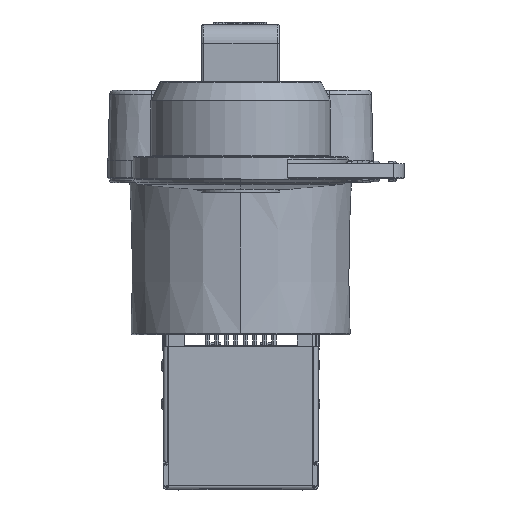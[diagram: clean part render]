
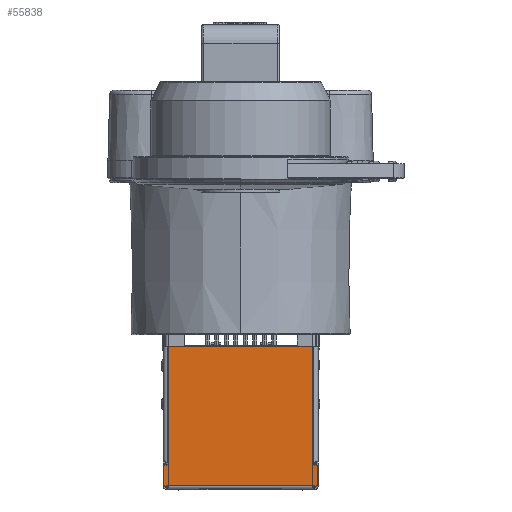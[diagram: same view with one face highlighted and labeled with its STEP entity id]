
A CAD part, front view. The second image highlights one B-rep face of the part: STEP entity #55838.
In plain terms, the highlighted planar face has unit normal (0, -1, 0).
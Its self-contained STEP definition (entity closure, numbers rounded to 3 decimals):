
#17392=CARTESIAN_POINT('',(-7.95,-6.93,
-41.35));
#17394=DIRECTION('',(1.,0.,0.));
#17395=VECTOR('',#17394,15.9);
#17396=CARTESIAN_POINT('',(-7.95,-6.93,
-41.35));
#17397=LINE('',#17396,#17395);
#17718=DIRECTION('',(1.,0.,0.));
#17719=VECTOR('',#17718,15.7);
#17720=CARTESIAN_POINT('',(-7.85,-6.93,-26.4));
#17721=LINE('',#17720,#17719);
#17722=DIRECTION('',(0.,0.,-1.));
#17723=VECTOR('',#17722,0.07);
#17724=CARTESIAN_POINT('',(7.85,-6.93,
-38.98));
#17725=LINE('',#17724,#17723);
#17726=CARTESIAN_POINT('',(7.95,-6.93,-39.05));
#17727=DIRECTION('',(0.,-1.,0.));
#17728=DIRECTION('',(-1.,0.,0.));
#17729=AXIS2_PLACEMENT_3D('',#17726,#17727,#17728);
#17731=DIRECTION('',(1.,0.,0.));
#17732=VECTOR('',#17731,0.2);
#17733=CARTESIAN_POINT('',(7.95,-6.93,
-39.15));
#17734=LINE('',#17733,#17732);
#17735=CARTESIAN_POINT('',(8.15,-6.93,-39.25));
#17736=DIRECTION('',(0.,1.,0.));
#17737=DIRECTION('',(0.,0.,1.));
#17738=AXIS2_PLACEMENT_3D('',#17735,#17736,#17737);
#17740=DIRECTION('',(0.,0.,-1.));
#17741=VECTOR('',#17740,2.);
#17742=CARTESIAN_POINT('',(8.25,-6.93,
-39.25));
#17743=LINE('',#17742,#17741);
#17744=CARTESIAN_POINT('',(8.15,-6.93,-41.25));
#17745=DIRECTION('',(0.,1.,0.));
#17746=DIRECTION('',(1.,0.,0.));
#17747=AXIS2_PLACEMENT_3D('',#17744,#17745,#17746);
#17749=DIRECTION('',(-1.,0.,0.));
#17750=VECTOR('',#17749,0.2);
#17751=CARTESIAN_POINT('',(8.15,-6.93,
-41.35));
#17752=LINE('',#17751,#17750);
#17753=DIRECTION('',(-1.,0.,0.));
#17754=VECTOR('',#17753,0.2);
#17755=CARTESIAN_POINT('',(-7.95,-6.93,
-41.35));
#17756=LINE('',#17755,#17754);
#17757=CARTESIAN_POINT('',(-8.15,-6.93,-41.25));
#17758=DIRECTION('',(0.,1.,0.));
#17759=DIRECTION('',(0.,0.,-1.));
#17760=AXIS2_PLACEMENT_3D('',#17757,#17758,#17759);
#17762=DIRECTION('',(0.,0.,1.));
#17763=VECTOR('',#17762,2.);
#17764=CARTESIAN_POINT('',(-8.25,-6.93,-41.25));
#17765=LINE('',#17764,#17763);
#17766=CARTESIAN_POINT('',(-8.15,-6.93,-39.25));
#17767=DIRECTION('',(0.,1.,0.));
#17768=DIRECTION('',(-1.,0.,0.));
#17769=AXIS2_PLACEMENT_3D('',#17766,#17767,#17768);
#17771=DIRECTION('',(1.,0.,0.));
#17772=VECTOR('',#17771,0.2);
#17773=CARTESIAN_POINT('',(-8.15,-6.93,
-39.15));
#17774=LINE('',#17773,#17772);
#17775=CARTESIAN_POINT('',(-7.95,-6.93,-39.05));
#17776=DIRECTION('',(0.,-1.,0.));
#17777=DIRECTION('',(0.,0.,-1.));
#17778=AXIS2_PLACEMENT_3D('',#17775,#17776,#17777);
#17780=DIRECTION('',(0.,0.,1.));
#17781=VECTOR('',#17780,0.141);
#17782=CARTESIAN_POINT('',(-7.85,-6.93,
-39.05));
#17783=LINE('',#17782,#17781);
#17784=DIRECTION('',(0.,0.,-1.));
#17785=VECTOR('',#17784,12.509);
#17786=CARTESIAN_POINT('',(-7.85,-6.93,-26.4));
#17787=LINE('',#17786,#17785);
#17913=DIRECTION('',(0.,0.,1.));
#17914=VECTOR('',#17913,12.58);
#17915=CARTESIAN_POINT('',(7.85,-6.93,
-38.98));
#17916=LINE('',#17915,#17914);
#28771=VERTEX_POINT('',#17392);
#28772=CARTESIAN_POINT('',(7.95,-6.93,
-41.35));
#28773=VERTEX_POINT('',#28772);
#29083=CARTESIAN_POINT('',(-8.15,-6.93,
-41.35));
#29084=VERTEX_POINT('',#29083);
#29115=CARTESIAN_POINT('',(-8.25,-6.93,-39.25));
#29116=VERTEX_POINT('',#29115);
#29117=CARTESIAN_POINT('',(-8.25,-6.93,-41.25));
#29118=VERTEX_POINT('',#29117);
#29119=CARTESIAN_POINT('',(-8.15,-6.93,
-39.15));
#29120=VERTEX_POINT('',#29119);
#29121=CARTESIAN_POINT('',(-7.95,-6.93,
-39.15));
#29122=VERTEX_POINT('',#29121);
#29123=CARTESIAN_POINT('',(-7.85,-6.93,-26.4));
#29124=CARTESIAN_POINT('',(-7.85,-6.93,
-38.909));
#29125=VERTEX_POINT('',#29123);
#29126=VERTEX_POINT('',#29124);
#29127=CARTESIAN_POINT('',(7.85,-6.93,-26.4));
#29128=VERTEX_POINT('',#29127);
#29129=CARTESIAN_POINT('',(7.85,-6.93,
-38.98));
#29130=VERTEX_POINT('',#29129);
#29131=CARTESIAN_POINT('',(7.85,-6.93,-39.05));
#29132=VERTEX_POINT('',#29131);
#29133=CARTESIAN_POINT('',(7.95,-6.93,
-39.15));
#29134=VERTEX_POINT('',#29133);
#29135=CARTESIAN_POINT('',(8.15,-6.93,
-39.15));
#29136=VERTEX_POINT('',#29135);
#29137=CARTESIAN_POINT('',(8.25,-6.93,
-39.25));
#29138=VERTEX_POINT('',#29137);
#29139=CARTESIAN_POINT('',(8.25,-6.93,
-41.25));
#29140=VERTEX_POINT('',#29139);
#29141=CARTESIAN_POINT('',(8.15,-6.93,
-41.35));
#29142=VERTEX_POINT('',#29141);
#29143=CARTESIAN_POINT('',(-7.85,-6.93,
-39.05));
#29144=VERTEX_POINT('',#29143);
#55800=CARTESIAN_POINT('',(0.,-6.93,-33.875));
#55801=DIRECTION('',(0.,-1.,0.));
#55802=DIRECTION('',(-1.,0.,0.));
#55803=AXIS2_PLACEMENT_3D('',#55800,#55801,#55802);
#55804=PLANE('',#55803);
#55806=ORIENTED_EDGE('',*,*,#55805,.F.);
#55808=ORIENTED_EDGE('',*,*,#55807,.T.);
#55810=ORIENTED_EDGE('',*,*,#55809,.F.);
#55812=ORIENTED_EDGE('',*,*,#55811,.T.);
#55814=ORIENTED_EDGE('',*,*,#55813,.T.);
#55816=ORIENTED_EDGE('',*,*,#55815,.T.);
#55818=ORIENTED_EDGE('',*,*,#55817,.T.);
#55820=ORIENTED_EDGE('',*,*,#55819,.T.);
#55822=ORIENTED_EDGE('',*,*,#55821,.T.);
#55824=ORIENTED_EDGE('',*,*,#55823,.T.);
#55825=ORIENTED_EDGE('',*,*,#55421,.F.);
#55826=ORIENTED_EDGE('',*,*,#55709,.T.);
#55828=ORIENTED_EDGE('',*,*,#55827,.T.);
#55829=ORIENTED_EDGE('',*,*,#55765,.T.);
#55830=ORIENTED_EDGE('',*,*,#55780,.T.);
#55831=ORIENTED_EDGE('',*,*,#55791,.T.);
#55833=ORIENTED_EDGE('',*,*,#55832,.T.);
#55835=ORIENTED_EDGE('',*,*,#55834,.T.);
#55836=EDGE_LOOP('',(#55806,#55808,#55810,#55812,#55814,#55816,#55818,#55820,
#55822,#55824,#55825,#55826,#55828,#55829,#55830,#55831,#55833,#55835));
#55837=FACE_OUTER_BOUND('',#55836,.F.);
#55838=ADVANCED_FACE('',(#55837),#55804,.T.);
#17730=CIRCLE('',#17729,0.1);
#17739=CIRCLE('',#17738,0.1);
#17748=CIRCLE('',#17747,0.1);
#17761=CIRCLE('',#17760,0.1);
#17770=CIRCLE('',#17769,0.1);
#17779=CIRCLE('',#17778,0.1);
#55421=EDGE_CURVE('',#28771,#28773,#17397,.T.);
#55709=EDGE_CURVE('',#28771,#29084,#17756,.T.);
#55765=EDGE_CURVE('',#29118,#29116,#17765,.T.);
#55780=EDGE_CURVE('',#29116,#29120,#17770,.T.);
#55791=EDGE_CURVE('',#29120,#29122,#17774,.T.);
#55805=EDGE_CURVE('',#29125,#29126,#17787,.T.);
#55807=EDGE_CURVE('',#29125,#29128,#17721,.T.);
#55809=EDGE_CURVE('',#29130,#29128,#17916,.T.);
#55811=EDGE_CURVE('',#29130,#29132,#17725,.T.);
#55813=EDGE_CURVE('',#29132,#29134,#17730,.T.);
#55815=EDGE_CURVE('',#29134,#29136,#17734,.T.);
#55817=EDGE_CURVE('',#29136,#29138,#17739,.T.);
#55819=EDGE_CURVE('',#29138,#29140,#17743,.T.);
#55821=EDGE_CURVE('',#29140,#29142,#17748,.T.);
#55823=EDGE_CURVE('',#29142,#28773,#17752,.T.);
#55827=EDGE_CURVE('',#29084,#29118,#17761,.T.);
#55832=EDGE_CURVE('',#29122,#29144,#17779,.T.);
#55834=EDGE_CURVE('',#29144,#29126,#17783,.T.);
